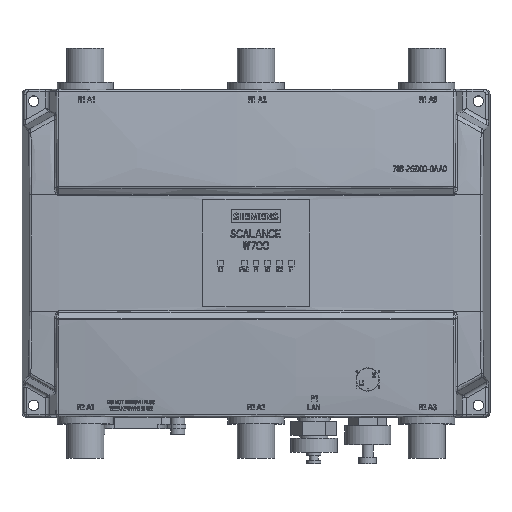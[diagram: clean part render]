
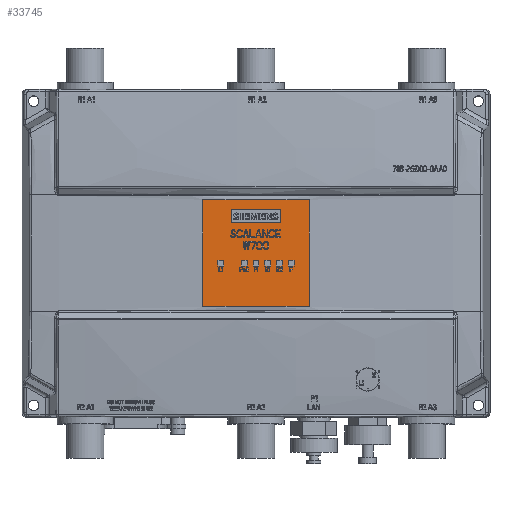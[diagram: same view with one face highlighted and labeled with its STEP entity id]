
A CAD part, top view. The second image highlights one B-rep face of the part: STEP entity #33745.
In plain terms, the highlighted planar face has unit normal (0, 0, 1).
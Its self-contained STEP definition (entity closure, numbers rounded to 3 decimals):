
#220 = VECTOR ( 'NONE', #13895, 1000. ) ;
#445 = DIRECTION ( 'NONE',  ( 1., 0., 0. ) ) ;
#937 = ORIENTED_EDGE ( 'NONE', *, *, #10996, .T. ) ;
#988 = CARTESIAN_POINT ( 'NONE',  ( 10.6, 0., 41.4 ) ) ;
#1380 = DIRECTION ( 'NONE',  ( -1., 0., 0. ) ) ;
#1776 = CARTESIAN_POINT ( 'NONE',  ( 22.807, 22.8, 41.4 ) ) ;
#1945 = VERTEX_POINT ( 'NONE', #10955 ) ;
#3547 = ORIENTED_EDGE ( 'NONE', *, *, #4057, .T. ) ;
#3678 = DIRECTION ( 'NONE',  ( 0., 1., 0. ) ) ;
#4057 = EDGE_CURVE ( 'NONE', #58160, #1945, #11866, .T. ) ;
#6146 = CARTESIAN_POINT ( 'NONE',  ( 22.807, 22.8, 41.4 ) ) ;
#6594 = CARTESIAN_POINT ( 'NONE',  ( -22.807, 22.8, 41.4 ) ) ;
#7040 = ORIENTED_EDGE ( 'NONE', *, *, #58596, .T. ) ;
#7243 = DIRECTION ( 'NONE',  ( 0., -1., 0. ) ) ;
#10955 = CARTESIAN_POINT ( 'NONE',  ( 10.6, 13., 41.4 ) ) ;
#10996 = EDGE_CURVE ( 'NONE', #1945, #38675, #13483, .T. ) ;
#11544 = LINE ( 'NONE', #28703, #21461 ) ;
#11866 = LINE ( 'NONE', #988, #11978 ) ;
#11978 = VECTOR ( 'NONE', #7243, 1000. ) ;
#13279 = EDGE_CURVE ( 'NONE', #51263, #37158, #11544, .T. ) ;
#13483 = LINE ( 'NONE', #42036, #16777 ) ;
#13712 = EDGE_CURVE ( 'NONE', #38617, #58160, #43849, .T. ) ;
#13730 = EDGE_LOOP ( 'NONE', ( #43565, #41738, #14882, #7040 ) ) ;
#13895 = DIRECTION ( 'NONE',  ( 1., 0., 0. ) ) ;
#14242 = CARTESIAN_POINT ( 'NONE',  ( 0., 18.6, 41.4 ) ) ;
#14882 = ORIENTED_EDGE ( 'NONE', *, *, #24366, .T. ) ;
#15338 = CARTESIAN_POINT ( 'NONE',  ( 22.807, -22.8, 41.4 ) ) ;
#15370 = LINE ( 'NONE', #48959, #38294 ) ;
#16396 = ORIENTED_EDGE ( 'NONE', *, *, #13712, .T. ) ;
#16777 = VECTOR ( 'NONE', #42053, 1000. ) ;
#16780 = CARTESIAN_POINT ( 'NONE',  ( -10.6, 13., 41.4 ) ) ;
#16786 = EDGE_LOOP ( 'NONE', ( #3547, #937, #23028, #16396 ) ) ;
#17724 = CARTESIAN_POINT ( 'NONE',  ( -10.6, 18.6, 41.4 ) ) ;
#19273 = VECTOR ( 'NONE', #1380, 1000. ) ;
#21461 = VECTOR ( 'NONE', #28636, 1000. ) ;
#23028 = ORIENTED_EDGE ( 'NONE', *, *, #58333, .T. ) ;
#23895 = FACE_OUTER_BOUND ( 'NONE', #13730, .T. ) ;
#24366 = EDGE_CURVE ( 'NONE', #35313, #34574, #53245, .T. ) ;
#25307 = LINE ( 'NONE', #41434, #37521 ) ;
#28636 = DIRECTION ( 'NONE',  ( 0., 1., 0. ) ) ;
#28703 = CARTESIAN_POINT ( 'NONE',  ( 22.807, -22.8, 41.4 ) ) ;
#31405 = EDGE_CURVE ( 'NONE', #37158, #35313, #45873, .T. ) ;
#33080 = AXIS2_PLACEMENT_3D ( 'NONE', #57607, #57544, #57486 ) ;
#33199 = CARTESIAN_POINT ( 'NONE',  ( 10.6, 18.6, 41.4 ) ) ;
#33215 = FACE_BOUND ( 'NONE', #16786, .T. ) ;
#33745 = ADVANCED_FACE ( 'NONE', ( #33215, #23895 ), #58058, .T. ) ;
#34574 = VERTEX_POINT ( 'NONE', #35342 ) ;
#34879 = VECTOR ( 'NONE', #37579, 1000. ) ;
#35313 = VERTEX_POINT ( 'NONE', #6594 ) ;
#35342 = CARTESIAN_POINT ( 'NONE',  ( -22.807, -22.8, 41.4 ) ) ;
#37158 = VERTEX_POINT ( 'NONE', #6146 ) ;
#37235 = CARTESIAN_POINT ( 'NONE',  ( -22.807, 22.8, 41.4 ) ) ;
#37521 = VECTOR ( 'NONE', #445, 1000. ) ;
#37579 = DIRECTION ( 'NONE',  ( 0., -1., 0. ) ) ;
#38294 = VECTOR ( 'NONE', #3678, 1000. ) ;
#38617 = VERTEX_POINT ( 'NONE', #17724 ) ;
#38675 = VERTEX_POINT ( 'NONE', #16780 ) ;
#41434 = CARTESIAN_POINT ( 'NONE',  ( -22.807, -22.8, 41.4 ) ) ;
#41738 = ORIENTED_EDGE ( 'NONE', *, *, #31405, .T. ) ;
#42036 = CARTESIAN_POINT ( 'NONE',  ( 0., 13., 41.4 ) ) ;
#42053 = DIRECTION ( 'NONE',  ( -1., 0., 0. ) ) ;
#43565 = ORIENTED_EDGE ( 'NONE', *, *, #13279, .T. ) ;
#43849 = LINE ( 'NONE', #14242, #220 ) ;
#45873 = LINE ( 'NONE', #1776, #19273 ) ;
#48959 = CARTESIAN_POINT ( 'NONE',  ( -10.6, 0., 41.4 ) ) ;
#51263 = VERTEX_POINT ( 'NONE', #15338 ) ;
#53245 = LINE ( 'NONE', #37235, #34879 ) ;
#57486 = DIRECTION ( 'NONE',  ( 1., 0., 0. ) ) ;
#57544 = DIRECTION ( 'NONE',  ( 0., 0., 1. ) ) ;
#57607 = CARTESIAN_POINT ( 'NONE',  ( 0., 0., 41.4 ) ) ;
#58058 = PLANE ( 'NONE',  #33080 ) ;
#58160 = VERTEX_POINT ( 'NONE', #33199 ) ;
#58333 = EDGE_CURVE ( 'NONE', #38675, #38617, #15370, .T. ) ;
#58596 = EDGE_CURVE ( 'NONE', #34574, #51263, #25307, .T. ) ;
